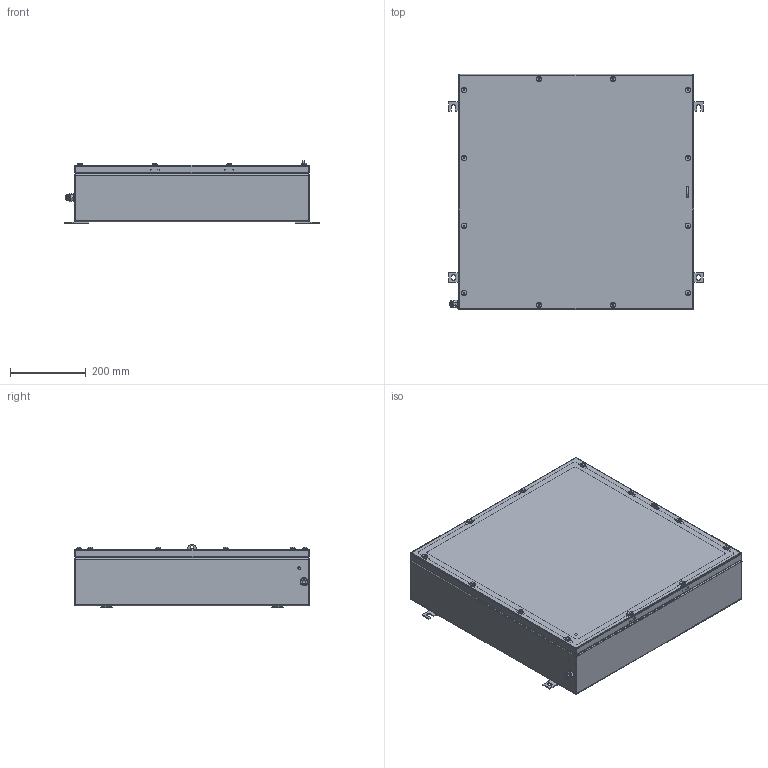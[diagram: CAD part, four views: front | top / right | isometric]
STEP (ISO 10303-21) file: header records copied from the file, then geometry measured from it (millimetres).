
FILE_DESCRIPTION(('CATIA V5 STEP Exchange','CAx-IF Rec.Pracs.--- Model Styling and Organization---1.4--- 2014-01-23'),'2;1');
FILE_NAME ('1523471-3_1_8000108861_8000108861_KTB_MH_626215_S4E0_LD.stp','2023-10-12T07:34:23+00:00',('none'),('Weidmueller'),'CATIA Version 5-6 Release 2016 SP3 HF44','CATIA V5 STEP AP214','none');
FILE_SCHEMA(('AUTOMOTIVE_DESIGN { 1 0 10303 214 1 1 1 1 }'));
Products named in the file (1): 8000108861 KTB MH 626215 S4E0
Bounding box: 671 x 620 x 165 mm (x, y, z)
Volume: 2061941.7 mm3; surface area: 2634793 mm2
Topology: 32 solids, 32 shells, 1757 faces, 4526 edges, 2907 vertices
Faces by surface type: plane 1046, cylinder 569, cone 98, bspline 20, torus 16, sphere 8
Entity records: 57351 total; most frequent: CARTESIAN_POINT 15652, ORIENTED_EDGE 8968, DIRECTION 7481, EDGE_CURVE 4484, VECTOR 3140, LINE 3140, VERTEX_POINT 2907, AXIS2_PLACEMENT_3D 2612
